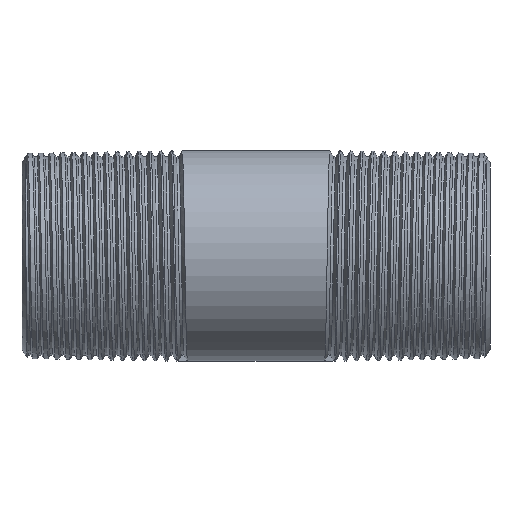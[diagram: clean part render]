
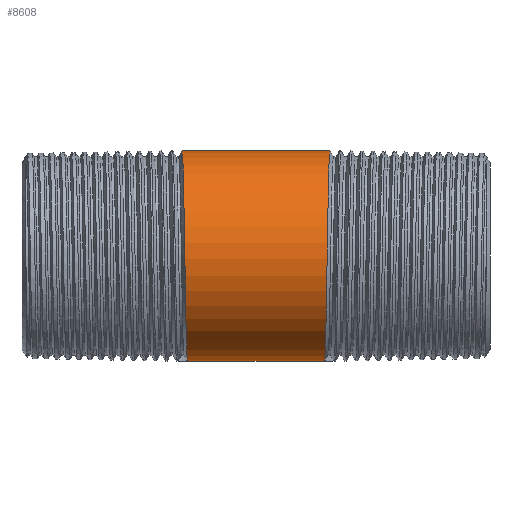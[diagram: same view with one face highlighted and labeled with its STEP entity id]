
A CAD part, front view. The second image highlights one B-rep face of the part: STEP entity #8608.
In plain terms, the highlighted cylindrical face has radius 6.75 mm (diameter 13.5 mm), a partial arc.
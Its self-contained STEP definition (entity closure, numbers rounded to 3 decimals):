
#173 = ORIENTED_EDGE ( 'NONE', *, *, #6868, .T. ) ;
#421 = ORIENTED_EDGE ( 'NONE', *, *, #2663, .F. ) ;
#535 = CARTESIAN_POINT ( 'NONE',  ( -149.494, 0., -6.75 ) ) ;
#557 = CARTESIAN_POINT ( 'NONE',  ( 4.679, -3.897, 6.75 ) ) ;
#701 = CARTESIAN_POINT ( 'NONE',  ( -4.563, -7.794, 0. ) ) ;
#1467 = CARTESIAN_POINT ( 'NONE',  ( -4.679, -3.897, 6.75 ) ) ;
#1695 = CARTESIAN_POINT ( 'NONE',  ( -149.494, 0., 6.75 ) ) ;
#2236 = CARTESIAN_POINT ( 'NONE',  ( -4.621, -5.846, 3.375 ) ) ;
#2663 = EDGE_CURVE ( 'NONE', #8411, #8818, #6558, .T. ) ;
#2997 = CARTESIAN_POINT ( 'NONE',  ( -4.446, -3.897, -6.75 ) ) ;
#3005 = CARTESIAN_POINT ( 'NONE',  ( 4.388, 0., -6.75 ) ) ;
#3057 = CARTESIAN_POINT ( 'NONE',  ( 4.446, -3.897, -6.75 ) ) ;
#3287 = CYLINDRICAL_SURFACE ( 'NONE', #5543, 6.75 ) ;
#3331 = EDGE_LOOP ( 'NONE', ( #6290, #173, #5859, #421 ) ) ;
#3812 = CARTESIAN_POINT ( 'NONE',  ( -4.738, 0., 6.75 ) ) ;
#4099 = DIRECTION ( 'NONE',  ( 0., 0., 1. ) ) ;
#4131 = CARTESIAN_POINT ( 'NONE',  ( -4.388, 0., -6.75 ) ) ;
#4794 = CARTESIAN_POINT ( 'NONE',  ( -4.738, 0., 6.75 ) ) ;
#5136 =( BOUNDED_CURVE ( )  B_SPLINE_CURVE ( 2, ( #3005, #3057, #9300, #5999, #8544, #557, #8492 ),
 .UNSPECIFIED., .F., .T. ) 
 B_SPLINE_CURVE_WITH_KNOTS ( ( 3, 2, 2, 3 ),
 ( 0., 0.01, 0.021, 0.031 ),
 .UNSPECIFIED. ) 
 CURVE ( )  GEOMETRIC_REPRESENTATION_ITEM ( )  RATIONAL_B_SPLINE_CURVE ( ( 1., 0.866, 1., 0.866, 1., 0.866, 1. ) ) 
 REPRESENTATION_ITEM ( '' )  );
#5473 = VERTEX_POINT ( 'NONE', #6907 ) ;
#5543 = AXIS2_PLACEMENT_3D ( 'NONE', #6380, #9475, #4099 ) ;
#5728 = CARTESIAN_POINT ( 'NONE',  ( 4.388, 0., -6.75 ) ) ;
#5770 = VERTEX_POINT ( 'NONE', #5728 ) ;
#5859 = ORIENTED_EDGE ( 'NONE', *, *, #8803, .T. ) ;
#5999 = CARTESIAN_POINT ( 'NONE',  ( 4.563, -7.794, 0. ) ) ;
#6087 = CARTESIAN_POINT ( 'NONE',  ( -4.504, -5.846, -3.375 ) ) ;
#6177 = VECTOR ( 'NONE', #7122, 1000. ) ;
#6290 = ORIENTED_EDGE ( 'NONE', *, *, #9403, .F. ) ;
#6380 = CARTESIAN_POINT ( 'NONE',  ( -149.494, 0., 0. ) ) ;
#6558 =( BOUNDED_CURVE ( )  B_SPLINE_CURVE ( 2, ( #6852, #2997, #6087, #701, #2236, #1467, #3812 ),
 .UNSPECIFIED., .F., .F. ) 
 B_SPLINE_CURVE_WITH_KNOTS ( ( 3, 2, 2, 3 ),
 ( 0., 0.01, 0.021, 0.031 ),
 .UNSPECIFIED. ) 
 CURVE ( )  GEOMETRIC_REPRESENTATION_ITEM ( )  RATIONAL_B_SPLINE_CURVE ( ( 1., 0.866, 1., 0.866, 1., 0.866, 1. ) ) 
 REPRESENTATION_ITEM ( '' )  );
#6639 = DIRECTION ( 'NONE',  ( -1., 0., 0. ) ) ;
#6852 = CARTESIAN_POINT ( 'NONE',  ( -4.388, 0., -6.75 ) ) ;
#6868 = EDGE_CURVE ( 'NONE', #5770, #5473, #5136, .T. ) ;
#6907 = CARTESIAN_POINT ( 'NONE',  ( 4.738, 0., 6.75 ) ) ;
#6973 = LINE ( 'NONE', #1695, #6177 ) ;
#7122 = DIRECTION ( 'NONE',  ( -1., 0., 0. ) ) ;
#8411 = VERTEX_POINT ( 'NONE', #4131 ) ;
#8492 = CARTESIAN_POINT ( 'NONE',  ( 4.738, 0., 6.75 ) ) ;
#8544 = CARTESIAN_POINT ( 'NONE',  ( 4.621, -5.846, 3.375 ) ) ;
#8608 = ADVANCED_FACE ( 'NONE', ( #9524 ), #3287, .T. ) ;
#8803 = EDGE_CURVE ( 'NONE', #5473, #8818, #6973, .T. ) ;
#8818 = VERTEX_POINT ( 'NONE', #4794 ) ;
#8879 = LINE ( 'NONE', #535, #9747 ) ;
#9300 = CARTESIAN_POINT ( 'NONE',  ( 4.504, -5.846, -3.375 ) ) ;
#9403 = EDGE_CURVE ( 'NONE', #5770, #8411, #8879, .T. ) ;
#9475 = DIRECTION ( 'NONE',  ( -1., 0., 0. ) ) ;
#9524 = FACE_OUTER_BOUND ( 'NONE', #3331, .T. ) ;
#9747 = VECTOR ( 'NONE', #6639, 1000. ) ;
